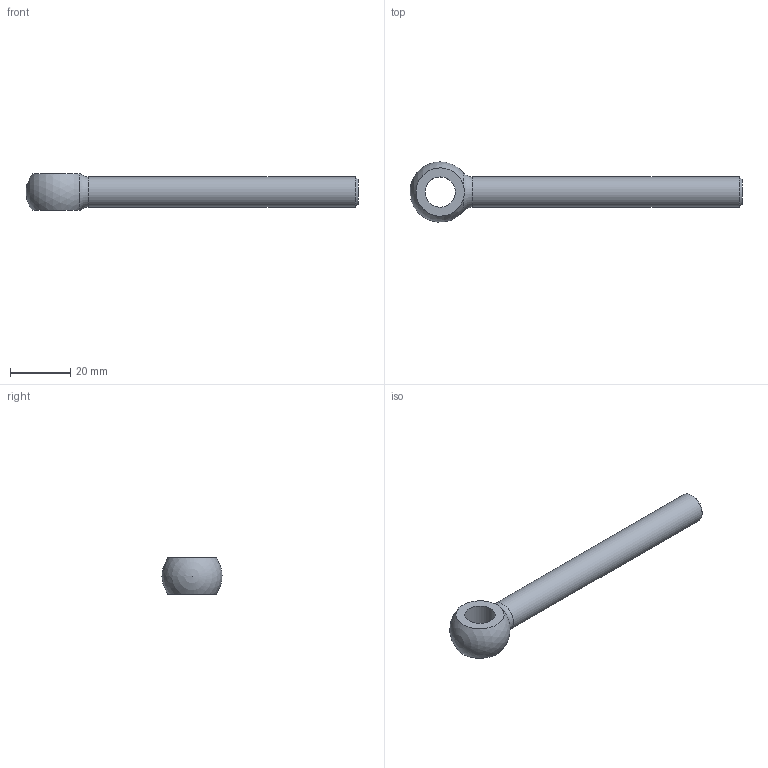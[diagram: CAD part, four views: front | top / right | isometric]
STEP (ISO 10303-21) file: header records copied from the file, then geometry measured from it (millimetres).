
FILE_DESCRIPTION( ( 'STEP AP214' ), '1' );
FILE_NAME( 'K0396.10100.stp', '2020-12-07T10:26:29', ( '' ), ( '' ), ' ', 'PARTsolutions', ' ' );
FILE_SCHEMA( ( 'AUTOMOTIVE_DESIGN { 1 0 10303 214 1 1 1 1 }' ) );
Length unit declared in the file: millimetre
Products named in the file (1): _K0396.10100
Bounding box: 110 x 19.94 x 12 mm (x, y, z)
Volume: 9501.7 mm3; surface area: 4214.7 mm2
Topology: 1 solids, 1 shells, 8 faces, 19 edges, 12 vertices
Faces by surface type: plane 3, cylinder 2, cone 1, torus 1, sphere 1
Full cylindrical faces by diameter (mm): 10 x2
Entity records: 294 total; most frequent: CARTESIAN_POINT 56, DIRECTION 36, ORIENTED_EDGE 22, AXIS2_PLACEMENT_3D 18, EDGE_LOOP 14, FACE_OUTER_BOUND 11, EDGE_CURVE 11, VERTEX_POINT 10
